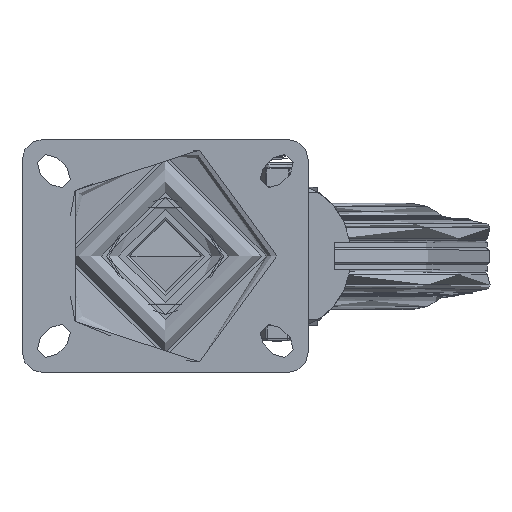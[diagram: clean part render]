
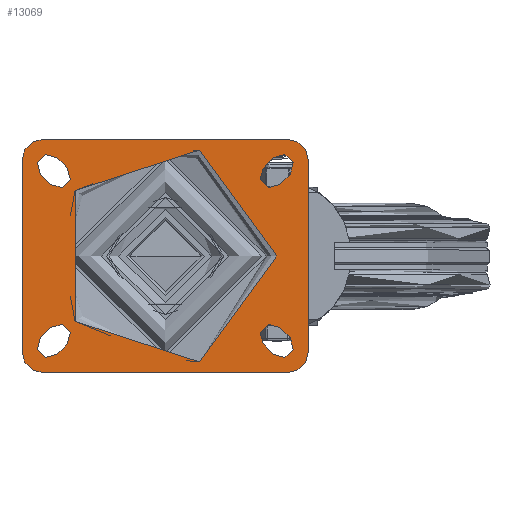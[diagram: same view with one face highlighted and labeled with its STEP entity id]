
A CAD part, top view. The second image highlights one B-rep face of the part: STEP entity #13069.
In plain terms, the highlighted planar face has unit normal (0, 0, 1).
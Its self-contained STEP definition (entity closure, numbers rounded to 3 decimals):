
#668=FACE_BOUND('',#2575,.T.);
#669=FACE_BOUND('',#2576,.T.);
#670=FACE_BOUND('',#2577,.T.);
#671=FACE_BOUND('',#2578,.T.);
#672=FACE_BOUND('',#2579,.T.);
#764=PLANE('',#14136);
#1742=FACE_OUTER_BOUND('',#2574,.T.);
#2574=EDGE_LOOP('',(#9130,#9131,#9132,#9133,#9134,#9135,#9136,#9137));
#2575=EDGE_LOOP('',(#9138));
#2576=EDGE_LOOP('',(#9139,#9140,#9141,#9142));
#2577=EDGE_LOOP('',(#9143,#9144,#9145,#9146));
#2578=EDGE_LOOP('',(#9147,#9148,#9149,#9150));
#2579=EDGE_LOOP('',(#9151,#9152,#9153,#9154));
#3451=LINE('',#21903,#4127);
#3452=LINE('',#21904,#4128);
#3453=LINE('',#21905,#4129);
#3454=LINE('',#21906,#4130);
#3455=LINE('',#21907,#4131);
#3456=LINE('',#21908,#4132);
#3457=LINE('',#21909,#4133);
#3458=LINE('',#21910,#4134);
#3459=LINE('',#21911,#4135);
#3460=LINE('',#21912,#4136);
#3461=LINE('',#21913,#4137);
#3462=LINE('',#21914,#4138);
#4127=VECTOR('',#15816,1000.);
#4128=VECTOR('',#15817,1000.);
#4129=VECTOR('',#15818,1000.);
#4130=VECTOR('',#15819,1000.);
#4131=VECTOR('',#15820,1000.);
#4132=VECTOR('',#15821,1000.);
#4133=VECTOR('',#15822,1000.);
#4134=VECTOR('',#15823,1000.);
#4135=VECTOR('',#15824,1000.);
#4136=VECTOR('',#15825,1000.);
#4137=VECTOR('',#15826,1000.);
#4138=VECTOR('',#15827,1000.);
#4729=CIRCLE('',#13980,5.5);
#4732=CIRCLE('',#13984,5.5);
#4733=CIRCLE('',#13986,5.5);
#4736=CIRCLE('',#13990,5.5);
#4737=CIRCLE('',#13992,5.5);
#4740=CIRCLE('',#13996,5.5);
#4741=CIRCLE('',#13998,5.5);
#4744=CIRCLE('',#14002,5.5);
#4745=CIRCLE('',#14004,10.);
#4747=CIRCLE('',#14007,10.);
#4749=CIRCLE('',#14010,10.);
#4751=CIRCLE('',#14013,10.);
#4758=CIRCLE('',#14022,52.494);
#5491=VERTEX_POINT('',#18985);
#5492=VERTEX_POINT('',#18986);
#5497=VERTEX_POINT('',#18997);
#5498=VERTEX_POINT('',#18999);
#5499=VERTEX_POINT('',#19003);
#5500=VERTEX_POINT('',#19004);
#5505=VERTEX_POINT('',#19015);
#5506=VERTEX_POINT('',#19017);
#5507=VERTEX_POINT('',#19021);
#5508=VERTEX_POINT('',#19022);
#5513=VERTEX_POINT('',#19033);
#5514=VERTEX_POINT('',#19035);
#5515=VERTEX_POINT('',#19039);
#5516=VERTEX_POINT('',#19040);
#5521=VERTEX_POINT('',#19051);
#5522=VERTEX_POINT('',#19053);
#5523=VERTEX_POINT('',#19057);
#5524=VERTEX_POINT('',#19058);
#5527=VERTEX_POINT('',#19066);
#5528=VERTEX_POINT('',#19067);
#5531=VERTEX_POINT('',#19075);
#5532=VERTEX_POINT('',#19076);
#5535=VERTEX_POINT('',#19084);
#5536=VERTEX_POINT('',#19085);
#5542=VERTEX_POINT('',#19101);
#6750=EDGE_CURVE('',#5491,#5492,#4729,.T.);
#6756=EDGE_CURVE('',#5498,#5497,#4732,.T.);
#6758=EDGE_CURVE('',#5499,#5500,#4733,.T.);
#6764=EDGE_CURVE('',#5506,#5505,#4736,.T.);
#6766=EDGE_CURVE('',#5507,#5508,#4737,.T.);
#6772=EDGE_CURVE('',#5514,#5513,#4740,.T.);
#6774=EDGE_CURVE('',#5515,#5516,#4741,.T.);
#6780=EDGE_CURVE('',#5522,#5521,#4744,.T.);
#6782=EDGE_CURVE('',#5523,#5524,#4745,.F.);
#6786=EDGE_CURVE('',#5527,#5528,#4747,.F.);
#6790=EDGE_CURVE('',#5531,#5532,#4749,.F.);
#6794=EDGE_CURVE('',#5535,#5536,#4751,.F.);
#6803=EDGE_CURVE('',#5542,#5542,#4758,.T.);
#6949=EDGE_CURVE('',#5528,#5531,#3451,.F.);
#6950=EDGE_CURVE('',#5524,#5527,#3452,.F.);
#6951=EDGE_CURVE('',#5536,#5523,#3453,.F.);
#6952=EDGE_CURVE('',#5532,#5535,#3454,.F.);
#6953=EDGE_CURVE('',#5500,#5506,#3455,.T.);
#6954=EDGE_CURVE('',#5505,#5499,#3456,.T.);
#6955=EDGE_CURVE('',#5492,#5498,#3457,.T.);
#6956=EDGE_CURVE('',#5497,#5491,#3458,.T.);
#6957=EDGE_CURVE('',#5508,#5514,#3459,.T.);
#6958=EDGE_CURVE('',#5513,#5507,#3460,.T.);
#6959=EDGE_CURVE('',#5516,#5522,#3461,.T.);
#6960=EDGE_CURVE('',#5521,#5515,#3462,.T.);
#9130=ORIENTED_EDGE('',*,*,#6790,.F.);
#9131=ORIENTED_EDGE('',*,*,#6949,.F.);
#9132=ORIENTED_EDGE('',*,*,#6786,.F.);
#9133=ORIENTED_EDGE('',*,*,#6950,.F.);
#9134=ORIENTED_EDGE('',*,*,#6782,.F.);
#9135=ORIENTED_EDGE('',*,*,#6951,.F.);
#9136=ORIENTED_EDGE('',*,*,#6794,.F.);
#9137=ORIENTED_EDGE('',*,*,#6952,.F.);
#9138=ORIENTED_EDGE('',*,*,#6803,.F.);
#9139=ORIENTED_EDGE('',*,*,#6758,.T.);
#9140=ORIENTED_EDGE('',*,*,#6953,.T.);
#9141=ORIENTED_EDGE('',*,*,#6764,.T.);
#9142=ORIENTED_EDGE('',*,*,#6954,.T.);
#9143=ORIENTED_EDGE('',*,*,#6750,.T.);
#9144=ORIENTED_EDGE('',*,*,#6955,.T.);
#9145=ORIENTED_EDGE('',*,*,#6756,.T.);
#9146=ORIENTED_EDGE('',*,*,#6956,.T.);
#9147=ORIENTED_EDGE('',*,*,#6766,.T.);
#9148=ORIENTED_EDGE('',*,*,#6957,.T.);
#9149=ORIENTED_EDGE('',*,*,#6772,.T.);
#9150=ORIENTED_EDGE('',*,*,#6958,.T.);
#9151=ORIENTED_EDGE('',*,*,#6774,.T.);
#9152=ORIENTED_EDGE('',*,*,#6959,.T.);
#9153=ORIENTED_EDGE('',*,*,#6780,.T.);
#9154=ORIENTED_EDGE('',*,*,#6960,.T.);
#13069=ADVANCED_FACE('',(#1742,#668,#669,#670,#671,#672),#764,.T.);
#13980=AXIS2_PLACEMENT_3D('',#18987,#15428,#15429);
#13984=AXIS2_PLACEMENT_3D('',#19000,#15439,#15440);
#13986=AXIS2_PLACEMENT_3D('',#19005,#15444,#15445);
#13990=AXIS2_PLACEMENT_3D('',#19018,#15455,#15456);
#13992=AXIS2_PLACEMENT_3D('',#19023,#15460,#15461);
#13996=AXIS2_PLACEMENT_3D('',#19036,#15471,#15472);
#13998=AXIS2_PLACEMENT_3D('',#19041,#15476,#15477);
#14002=AXIS2_PLACEMENT_3D('',#19054,#15487,#15488);
#14004=AXIS2_PLACEMENT_3D('',#19059,#15492,#15493);
#14007=AXIS2_PLACEMENT_3D('',#19068,#15500,#15501);
#14010=AXIS2_PLACEMENT_3D('',#19077,#15508,#15509);
#14013=AXIS2_PLACEMENT_3D('',#19086,#15516,#15517);
#14022=AXIS2_PLACEMENT_3D('',#19103,#15536,#15537);
#14136=AXIS2_PLACEMENT_3D('',#21902,#15814,#15815);
#15428=DIRECTION('center_axis',(0.,0.,-1.));
#15429=DIRECTION('ref_axis',(1.,0.,0.));
#15439=DIRECTION('center_axis',(0.,0.,-1.));
#15440=DIRECTION('ref_axis',(1.,0.,0.));
#15444=DIRECTION('center_axis',(0.,0.,-1.));
#15445=DIRECTION('ref_axis',(1.,0.,0.));
#15455=DIRECTION('center_axis',(0.,0.,-1.));
#15456=DIRECTION('ref_axis',(1.,0.,0.));
#15460=DIRECTION('center_axis',(0.,0.,-1.));
#15461=DIRECTION('ref_axis',(-1.,0.,0.));
#15471=DIRECTION('center_axis',(0.,0.,-1.));
#15472=DIRECTION('ref_axis',(-1.,0.,0.));
#15476=DIRECTION('center_axis',(0.,0.,-1.));
#15477=DIRECTION('ref_axis',(-1.,0.,0.));
#15487=DIRECTION('center_axis',(0.,0.,-1.));
#15488=DIRECTION('ref_axis',(-1.,0.,0.));
#15492=DIRECTION('center_axis',(0.,0.,1.));
#15493=DIRECTION('ref_axis',(0.707,0.707,0.));
#15500=DIRECTION('center_axis',(0.,0.,1.));
#15501=DIRECTION('ref_axis',(0.707,-0.707,0.));
#15508=DIRECTION('center_axis',(0.,0.,1.));
#15509=DIRECTION('ref_axis',(-0.707,-0.707,0.));
#15516=DIRECTION('center_axis',(0.,0.,1.));
#15517=DIRECTION('ref_axis',(-0.707,0.707,0.));
#15536=DIRECTION('center_axis',(0.,0.,1.));
#15537=DIRECTION('ref_axis',(-1.,0.,0.));
#15814=DIRECTION('center_axis',(0.,0.,1.));
#15815=DIRECTION('ref_axis',(1.,0.,0.));
#15816=DIRECTION('',(1.,0.,0.));
#15817=DIRECTION('',(0.,1.,0.));
#15818=DIRECTION('',(-1.,0.,0.));
#15819=DIRECTION('',(0.,-1.,0.));
#15820=DIRECTION('',(-0.707,-0.707,0.));
#15821=DIRECTION('',(0.707,0.707,0.));
#15822=DIRECTION('',(-0.707,0.707,0.));
#15823=DIRECTION('',(0.707,-0.707,0.));
#15824=DIRECTION('',(0.707,0.707,0.));
#15825=DIRECTION('',(-0.707,-0.707,0.));
#15826=DIRECTION('',(0.707,-0.707,0.));
#15827=DIRECTION('',(-0.707,0.707,0.));
#18985=CARTESIAN_POINT('',(-46.136,41.414,0.));
#18986=CARTESIAN_POINT('',(-53.914,33.636,0.));
#18987=CARTESIAN_POINT('Origin',(-50.025,37.525,0.));
#18997=CARTESIAN_POINT('',(-51.086,46.364,0.));
#18999=CARTESIAN_POINT('',(-58.864,38.586,0.));
#19000=CARTESIAN_POINT('Origin',(-54.975,42.475,0.));
#19003=CARTESIAN_POINT('',(-53.914,-33.636,0.));
#19004=CARTESIAN_POINT('',(-46.136,-41.414,0.));
#19005=CARTESIAN_POINT('Origin',(-50.025,-37.525,0.));
#19015=CARTESIAN_POINT('',(-58.864,-38.586,0.));
#19017=CARTESIAN_POINT('',(-51.086,-46.364,0.));
#19018=CARTESIAN_POINT('Origin',(-54.975,-42.475,0.));
#19021=CARTESIAN_POINT('',(53.914,33.636,0.));
#19022=CARTESIAN_POINT('',(46.136,41.414,0.));
#19023=CARTESIAN_POINT('Origin',(50.025,37.525,0.));
#19033=CARTESIAN_POINT('',(58.864,38.586,0.));
#19035=CARTESIAN_POINT('',(51.086,46.364,0.));
#19036=CARTESIAN_POINT('Origin',(54.975,42.475,0.));
#19039=CARTESIAN_POINT('',(46.136,-41.414,0.));
#19040=CARTESIAN_POINT('',(53.914,-33.636,0.));
#19041=CARTESIAN_POINT('Origin',(50.025,-37.525,0.));
#19051=CARTESIAN_POINT('',(51.086,-46.364,0.));
#19053=CARTESIAN_POINT('',(58.864,-38.586,0.));
#19054=CARTESIAN_POINT('Origin',(54.975,-42.475,0.));
#19057=CARTESIAN_POINT('',(57.5,55.,0.));
#19058=CARTESIAN_POINT('',(67.5,45.,0.));
#19059=CARTESIAN_POINT('Origin',(57.5,45.,0.));
#19066=CARTESIAN_POINT('',(67.5,-45.,0.));
#19067=CARTESIAN_POINT('',(57.5,-55.,0.));
#19068=CARTESIAN_POINT('Origin',(57.5,-45.,0.));
#19075=CARTESIAN_POINT('',(-57.5,-55.,0.));
#19076=CARTESIAN_POINT('',(-67.5,-45.,0.));
#19077=CARTESIAN_POINT('Origin',(-57.5,-45.,0.));
#19084=CARTESIAN_POINT('',(-67.5,45.,0.));
#19085=CARTESIAN_POINT('',(-57.5,55.,0.));
#19086=CARTESIAN_POINT('Origin',(-57.5,45.,0.));
#19101=CARTESIAN_POINT('',(52.494,0.,0.));
#19103=CARTESIAN_POINT('Origin',(0.,0.,0.));
#21902=CARTESIAN_POINT('Origin',(0.,0.,0.));
#21903=CARTESIAN_POINT('',(0.,-55.,0.));
#21904=CARTESIAN_POINT('',(67.5,0.,0.));
#21905=CARTESIAN_POINT('',(0.,55.,0.));
#21906=CARTESIAN_POINT('',(-67.5,0.,0.));
#21907=CARTESIAN_POINT('',(-25.486,-20.764,0.));
#21908=CARTESIAN_POINT('',(-33.264,-12.986,0.));
#21909=CARTESIAN_POINT('',(-33.264,12.986,0.));
#21910=CARTESIAN_POINT('',(-25.486,20.764,0.));
#21911=CARTESIAN_POINT('',(25.486,20.764,0.));
#21912=CARTESIAN_POINT('',(33.264,12.986,0.));
#21913=CARTESIAN_POINT('',(33.264,-12.986,0.));
#21914=CARTESIAN_POINT('',(25.486,-20.764,0.));
